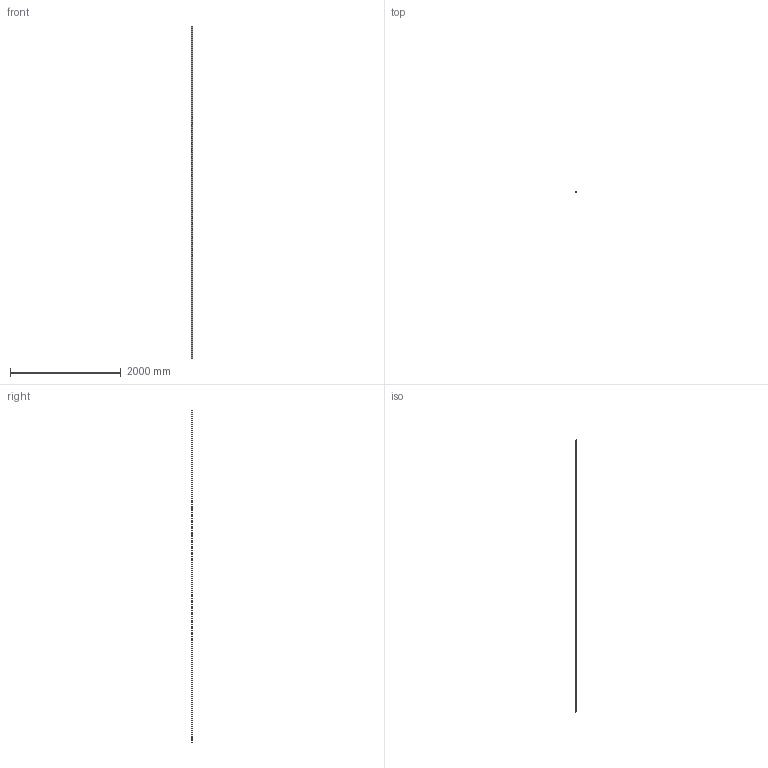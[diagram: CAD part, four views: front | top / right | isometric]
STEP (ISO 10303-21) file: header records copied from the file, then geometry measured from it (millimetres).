
FILE_DESCRIPTION (( 'STEP AP214' ), '1' );
FILE_NAME ('1118153_KSTP1.stp', '2018-07-27T09:25:34', ( '' ), ( '' ), 'SwSTEP 2.0', 'SolidWorks 2016', '' );
FILE_SCHEMA (( 'AUTOMOTIVE_DESIGN' ));
Length unit declared in the file: millimetre
Products named in the file (1): 1118153_KSTP1
Bounding box: 34.94 x 18 x 6000 mm (x, y, z)
Volume: 684732.2 mm3; surface area: 931342.8 mm2
Topology: 1 solids, 1 shells, 186 faces, 463 edges, 298 vertices
Faces by surface type: plane 111, bspline 49, cylinder 26
Entity records: 7806 total; most frequent: CARTESIAN_POINT 3652, ORIENTED_EDGE 926, DIRECTION 693, EDGE_CURVE 463, LINE 313, VECTOR 313, VERTEX_POINT 298, EDGE_LOOP 205
